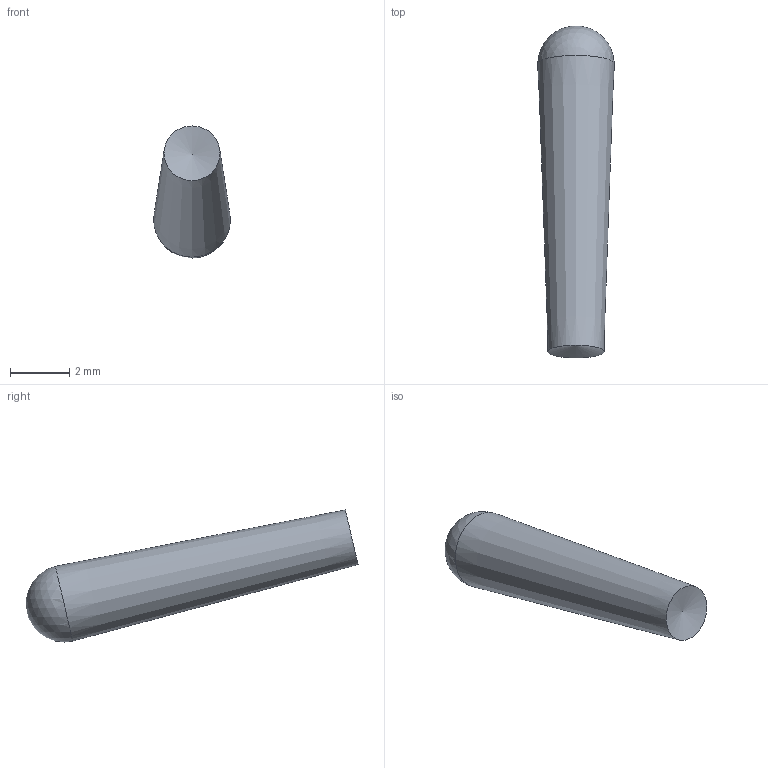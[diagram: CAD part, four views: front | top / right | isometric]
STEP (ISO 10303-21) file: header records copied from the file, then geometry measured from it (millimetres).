
FILE_DESCRIPTION(/* description */ ('B Series - Toggle-'),/* implementation_level */ '2;1');
FILE_NAME(/* name */ 'B12APtoggle.ipt.step',/* time_stamp */ '2014-01-07T11:04:47-08:00',/* author */ ('Cadenas PARTsolutions'),/* organization */ ('NKKSWITCHES'),/* preprocessor_version */ 'ST-DEVELOPER v15.2',/* originating_system */ 'Autodesk Inventor 2014',/* authorisation */ '');
FILE_SCHEMA (('AUTOMOTIVE_DESIGN { 1 0 10303 214 3 1 1 }'));
Length unit declared in the file: inch
Products named in the file (1): B12APtoggle
Bounding box: 2.59 x 11.22 x 4.46 mm (x, y, z)
Volume: 44.1 mm3; surface area: 83.7 mm2
Topology: 1 solids, 1 shells, 3 faces, 8 edges, 5 vertices
Faces by surface type: cone 2, sphere 1
Entity records: 77 total; most frequent: DIRECTION 12, CARTESIAN_POINT 8, AXIS2_PLACEMENT_3D 6, EDGE_LOOP 4, ORIENTED_EDGE 4, FACE_OUTER_BOUND 3, ADVANCED_FACE 3, CIRCLE 2
